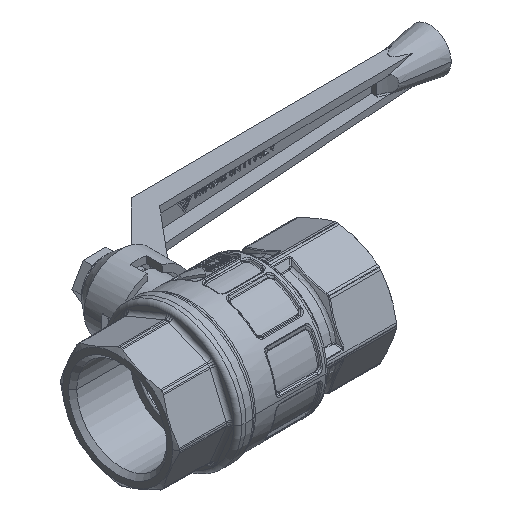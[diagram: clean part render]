
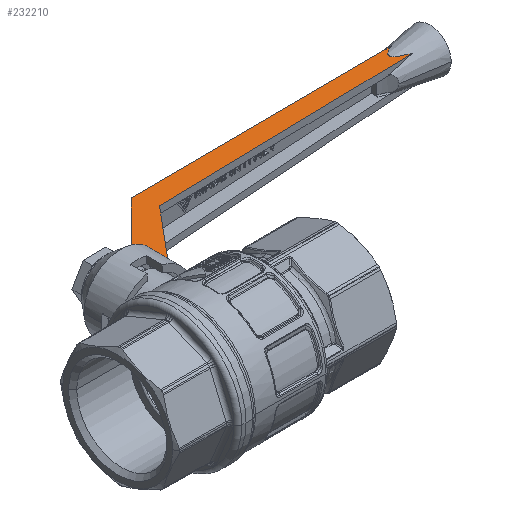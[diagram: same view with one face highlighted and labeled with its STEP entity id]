
A CAD part, isometric view. The second image highlights one B-rep face of the part: STEP entity #232210.
In plain terms, the highlighted face is planar.
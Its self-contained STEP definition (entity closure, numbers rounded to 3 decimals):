
#225510=CARTESIAN_POINT('',(-145.902,66.621,
-6.262));
#225520=VERTEX_POINT('',#225510);
#225550=CARTESIAN_POINT('',(-145.902,66.621,
-6.262));
#225560=CARTESIAN_POINT('',(-145.553,66.741,
-6.271));
#225570=CARTESIAN_POINT('',(-144.882,66.979,
-6.288));
#225580=CARTESIAN_POINT('',(-143.964,67.334,
-6.312));
#225590=CARTESIAN_POINT('',(-143.13,67.689,
-6.334));
#225600=CARTESIAN_POINT('',(-142.376,68.047,
-6.354));
#225610=CARTESIAN_POINT('',(-141.699,68.414,
-6.372));
#225620=CARTESIAN_POINT('',(-141.103,68.796,
-6.387));
#225630=CARTESIAN_POINT('',(-140.609,69.187,
-6.4));
#225640=CARTESIAN_POINT('',(-140.214,69.61,
-6.411));
#225650=CARTESIAN_POINT('',(-139.951,70.066,
-6.417));
#225660=CARTESIAN_POINT('',(-139.866,70.577,
-6.42));
#225670=CARTESIAN_POINT('',(-140.011,71.085,
-6.416));
#225680=CARTESIAN_POINT('',(-140.33,71.545,
-6.408));
#225690=CARTESIAN_POINT('',(-140.772,71.967,
-6.396));
#225700=CARTESIAN_POINT('',(-141.324,72.368,
-6.382));
#225710=CARTESIAN_POINT('',(-141.973,72.754,
-6.365));
#225720=CARTESIAN_POINT('',(-142.699,73.125,
-6.345));
#225730=CARTESIAN_POINT('',(-143.501,73.486,
-6.324));
#225740=CARTESIAN_POINT('',(-144.078,73.72,
-6.309));
#225750=CARTESIAN_POINT('',(-144.377,73.837,
-6.302));
#225760=B_SPLINE_CURVE_WITH_KNOTS('',3,(#225550,#225560,#225570,#225580,
#225590,#225600,#225610,#225620,#225630,#225640,#225650,#225660,#225670,
#225680,#225690,#225700,#225710,#225720,#225730,#225740,#225750),
.UNSPECIFIED.,.F.,.F.,(4,1,1,1,1,1,1,1,1,1,1,1,1,1,1,1,1,1,4),(0.,
0.056,0.111,0.167,0.222
,0.278,0.333,0.389,0.444
,0.5,0.556,0.611,0.667,
0.722,0.778,0.833,0.889,
0.944,1.),.UNSPECIFIED.);
#225770=CARTESIAN_POINT('',(-144.378,73.837,
-6.302));
#225780=VERTEX_POINT('',#225770);
#225790=EDGE_CURVE('',#225520,#225780,#225760,.T.);
#230340=CARTESIAN_POINT('',(-8.21,50.321,
-9.867));
#230350=VERTEX_POINT('',#230340);
#230380=CARTESIAN_POINT('',(-12.686,46.551,
-9.75));
#230390=CARTESIAN_POINT('',(-12.156,47.041,
-9.764));
#230400=CARTESIAN_POINT('',(-11.119,47.976,
-9.791));
#230410=CARTESIAN_POINT('',(-9.627,49.237,
-9.83));
#230420=CARTESIAN_POINT('',(-8.676,49.977,
-9.855));
#230430=CARTESIAN_POINT('',(-8.21,50.321,
-9.867));
#230440=B_SPLINE_CURVE_WITH_KNOTS('',3,(#230380,#230390,#230400,#230410,
#230420,#230430),.UNSPECIFIED.,.F.,.F.,(4,1,1,4),(0.,0.333,
0.667,1.),.UNSPECIFIED.);
#230450=CARTESIAN_POINT('',(-12.686,46.551,
-9.75));
#230460=VERTEX_POINT('',#230450);
#230470=EDGE_CURVE('',#230460,#230350,#230440,.T.);
#230850=CARTESIAN_POINT('',(-28.,70.112,
-9.349));
#230860=DIRECTION('',(0.707,-0.707,
-0.019));
#230870=VECTOR('',#230860,1.);
#230880=LINE('',#230850,#230870);
#230890=CARTESIAN_POINT('',(-28.,70.112,-9.349));
#230900=VERTEX_POINT('',#230890);
#230910=EDGE_CURVE('',#230900,#230350,#230880,.T.);
#231450=CARTESIAN_POINT('',(-28.,70.112,
-9.349));
#231460=DIRECTION('',(-0.999,0.032,
0.026));
#231470=VECTOR('',#231460,1.);
#231480=LINE('',#231450,#231470);
#231490=EDGE_CURVE('',#230900,#225780,#231480,.T.);
#231880=CARTESIAN_POINT('',(16.207,30.735,-10.507
));
#231890=DIRECTION('',(0.026,0.,
1.));
#231900=DIRECTION('',(-1.,0.,
0.026));
#231910=AXIS2_PLACEMENT_3D('',#231880,#231890,#231900);
#231920=PLANE('',#231910);
#231930=ORIENTED_EDGE('',*,*,#225790,.T.);
#231940=CARTESIAN_POINT('',(-145.902,66.621,
-6.262));
#231950=DIRECTION('',(0.999,-0.048,
-0.026));
#231960=VECTOR('',#231950,1.);
#231970=LINE('',#231940,#231960);
#231980=CARTESIAN_POINT('',(-31.199,61.111,
-9.265));
#231990=VERTEX_POINT('',#231980);
#232000=EDGE_CURVE('',#225520,#231990,#231970,.T.);
#232010=ORIENTED_EDGE('',*,*,#232000,.F.);
#232020=CARTESIAN_POINT('',(-12.686,39.048,
-9.75));
#232030=DIRECTION('',(-0.643,0.766,
0.017));
#232040=VECTOR('',#232030,1.);
#232050=LINE('',#232020,#232040);
#232060=CARTESIAN_POINT('',(-12.686,39.048,
-9.75));
#232070=VERTEX_POINT('',#232060);
#232080=EDGE_CURVE('',#232070,#231990,#232050,.T.);
#232090=ORIENTED_EDGE('',*,*,#232080,.T.);
#232100=CARTESIAN_POINT('',(-12.686,39.048,
-9.75));
#232110=DIRECTION('',(0.,1.,0.));
#232120=VECTOR('',#232110,1.);
#232130=LINE('',#232100,#232120);
#232140=EDGE_CURVE('',#232070,#230460,#232130,.T.);
#232150=ORIENTED_EDGE('',*,*,#232140,.F.);
#232160=ORIENTED_EDGE('',*,*,#230470,.F.);
#232170=ORIENTED_EDGE('',*,*,#230910,.T.);
#232180=ORIENTED_EDGE('',*,*,#231490,.F.);
#232190=EDGE_LOOP('',(#232180,#232170,#232160,#232150,#232090,#232010,
#231930));
#232200=FACE_OUTER_BOUND('',#232190,.T.);
#232210=ADVANCED_FACE('',(#232200),#231920,.F.);
